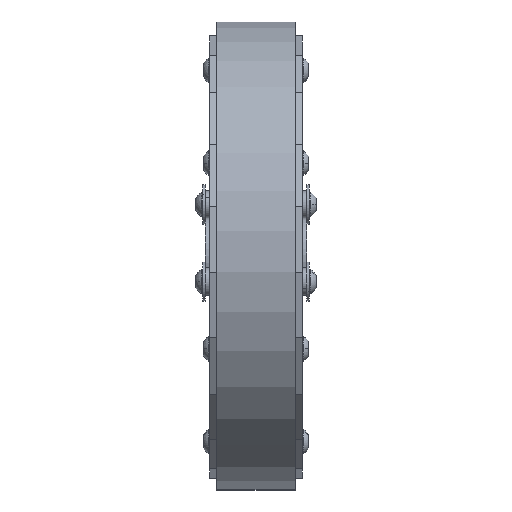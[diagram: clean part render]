
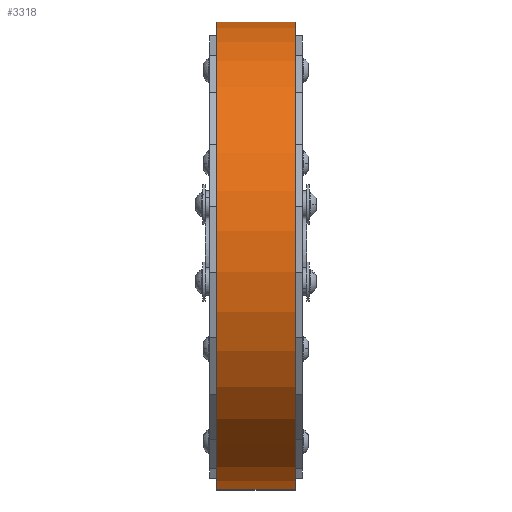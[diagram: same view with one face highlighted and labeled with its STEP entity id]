
A CAD part, left-side view. The second image highlights one B-rep face of the part: STEP entity #3318.
In plain terms, the highlighted cylindrical face has radius 76.2 mm (diameter 152.4 mm), a partial arc.
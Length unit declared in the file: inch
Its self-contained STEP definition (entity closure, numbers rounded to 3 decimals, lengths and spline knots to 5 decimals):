
#3119 = VERTEX_POINT ( 'NONE', #6292 ) ;
#3120 = VERTEX_POINT ( 'NONE', #6273 ) ;
#3142 = EDGE_CURVE ( 'NONE', #3119, #3143, #6293, .T. ) ;
#3143 = VERTEX_POINT ( 'NONE', #6224 ) ;
#3146 = VERTEX_POINT ( 'NONE', #6327 ) ;
#3227 = EDGE_CURVE ( 'NONE', #3146, #3143, #6421, .T. ) ;
#3228 = EDGE_CURVE ( 'NONE', #3120, #3146, #6489, .T. ) ;
#3273 = ORIENTED_EDGE ( 'NONE', *, *, #3227, .T. ) ;
#3276 = EDGE_CURVE ( 'NONE', #3120, #3119, #6571, .T. ) ;
#3318 = ADVANCED_FACE ( 'NONE', ( #6548 ), #6547, .T. ) ;
#3319 = ORIENTED_EDGE ( 'NONE', *, *, #3142, .F. ) ;
#3320 = ORIENTED_EDGE ( 'NONE', *, *, #3276, .F. ) ;
#3321 = ORIENTED_EDGE ( 'NONE', *, *, #3228, .T. ) ;
#3376 = EDGE_LOOP ( 'NONE', ( #3319, #3320, #3321, #3273 ) ) ;
#6110 = DIRECTION ( 'NONE',  ( 0., -1., 0. ) ) ;
#6144 = AXIS2_PLACEMENT_3D ( 'NONE', #6149, #6110, #6176 ) ;
#6149 = CARTESIAN_POINT ( 'NONE',  ( 0., 0.5, 0. ) ) ;
#6176 = DIRECTION ( 'NONE',  ( 0., 0., -1. ) ) ;
#6224 = CARTESIAN_POINT ( 'NONE',  ( 0., -0.5, 3. ) ) ;
#6225 = DIRECTION ( 'NONE',  ( 0., -1., 0. ) ) ;
#6226 = VECTOR ( 'NONE', #6225, 39.37008 ) ;
#6273 = CARTESIAN_POINT ( 'NONE',  ( 0., 0.5, -3. ) ) ;
#6292 = CARTESIAN_POINT ( 'NONE',  ( 0., 0.5, 3. ) ) ;
#6293 = LINE ( 'NONE', #6304, #6226 ) ;
#6304 = CARTESIAN_POINT ( 'NONE',  ( 0., 0.5, 3. ) ) ;
#6327 = CARTESIAN_POINT ( 'NONE',  ( 0., -0.5, -3. ) ) ;
#6421 = CIRCLE ( 'NONE', #6432, 3. ) ;
#6431 = CARTESIAN_POINT ( 'NONE',  ( 0., -0.5, 0. ) ) ;
#6432 = AXIS2_PLACEMENT_3D ( 'NONE', #6431, #6434, #6433 ) ;
#6433 = DIRECTION ( 'NONE',  ( 0., 0., 1. ) ) ;
#6434 = DIRECTION ( 'NONE',  ( 0., 1., 0. ) ) ;
#6439 = VECTOR ( 'NONE', #6487, 39.37008 ) ;
#6487 = DIRECTION ( 'NONE',  ( 0., -1., 0. ) ) ;
#6488 = CARTESIAN_POINT ( 'NONE',  ( 0., 0.5, -3. ) ) ;
#6489 = LINE ( 'NONE', #6488, #6439 ) ;
#6513 = CARTESIAN_POINT ( 'NONE',  ( 0., 0.5, 0. ) ) ;
#6547 = CYLINDRICAL_SURFACE ( 'NONE', #6144, 3. ) ;
#6548 = FACE_OUTER_BOUND ( 'NONE', #3376, .T. ) ;
#6568 = DIRECTION ( 'NONE',  ( 0., 0., 1. ) ) ;
#6569 = DIRECTION ( 'NONE',  ( 0., 1., 0. ) ) ;
#6570 = AXIS2_PLACEMENT_3D ( 'NONE', #6513, #6569, #6568 ) ;
#6571 = CIRCLE ( 'NONE', #6570, 3. ) ;
